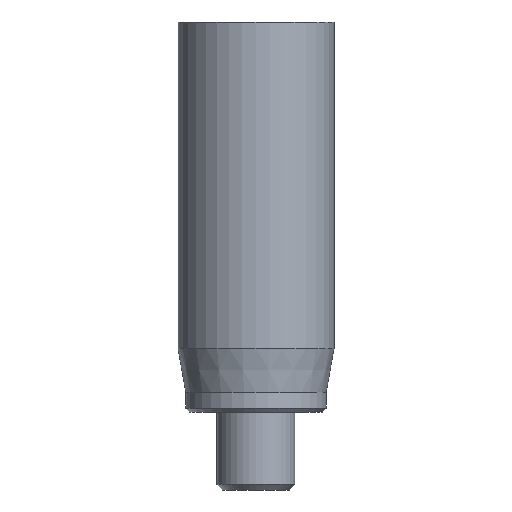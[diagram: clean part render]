
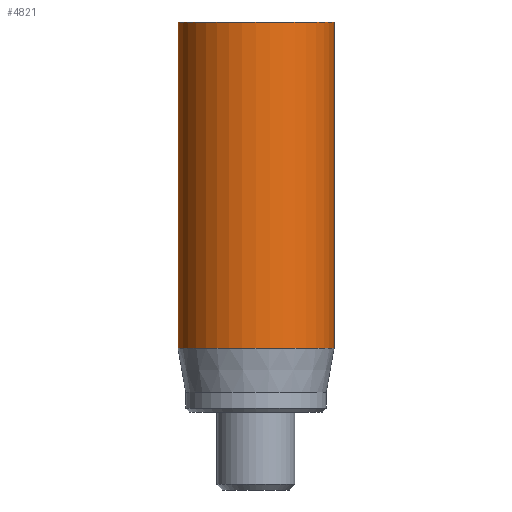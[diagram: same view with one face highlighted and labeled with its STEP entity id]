
A CAD part, front view. The second image highlights one B-rep face of the part: STEP entity #4821.
In plain terms, the highlighted cylindrical face has radius 4 mm (diameter 8 mm), a full revolution.
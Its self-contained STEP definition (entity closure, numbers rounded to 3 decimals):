
#40=CYLINDRICAL_SURFACE('',#5017,4.);
#58=CIRCLE('',#4984,4.);
#74=CIRCLE('',#5015,4.);
#75=CIRCLE('',#5016,4.);
#854=FACE_OUTER_BOUND('',#1141,.T.);
#1141=EDGE_LOOP('',(#4377,#4378,#4379,#4380,#4381));
#1485=LINE('',#9259,#1833);
#1833=VECTOR('',#5581,4.);
#2289=VERTEX_POINT('',#9198);
#2305=VERTEX_POINT('',#9253);
#2306=VERTEX_POINT('',#9254);
#2978=EDGE_CURVE('',#2289,#2289,#58,.T.);
#3002=EDGE_CURVE('',#2305,#2306,#74,.T.);
#3003=EDGE_CURVE('',#2306,#2305,#75,.T.);
#3005=EDGE_CURVE('',#2289,#2305,#1485,.T.);
#4377=ORIENTED_EDGE('',*,*,#2978,.T.);
#4378=ORIENTED_EDGE('',*,*,#3005,.T.);
#4379=ORIENTED_EDGE('',*,*,#3002,.T.);
#4380=ORIENTED_EDGE('',*,*,#3003,.T.);
#4381=ORIENTED_EDGE('',*,*,#3005,.F.);
#4821=ADVANCED_FACE('',(#854),#40,.T.);
#4984=AXIS2_PLACEMENT_3D('',#9199,#5504,#5505);
#5015=AXIS2_PLACEMENT_3D('',#9255,#5574,#5575);
#5016=AXIS2_PLACEMENT_3D('',#9256,#5576,#5577);
#5017=AXIS2_PLACEMENT_3D('',#9258,#5579,#5580);
#5504=DIRECTION('center_axis',(0.,0.,-1.));
#5505=DIRECTION('ref_axis',(-1.,0.,0.));
#5574=DIRECTION('center_axis',(0.,0.,1.));
#5575=DIRECTION('ref_axis',(-1.,0.,0.));
#5576=DIRECTION('center_axis',(0.,0.,1.));
#5577=DIRECTION('ref_axis',(-1.,0.,0.));
#5579=DIRECTION('center_axis',(0.,0.,1.));
#5580=DIRECTION('ref_axis',(-1.,0.,0.));
#5581=DIRECTION('',(0.,0.,-1.));
#9198=CARTESIAN_POINT('',(4.,0.,20.));
#9199=CARTESIAN_POINT('Origin',(0.,0.,20.));
#9253=CARTESIAN_POINT('',(4.,0.,3.269));
#9254=CARTESIAN_POINT('',(-4.,0.,3.269));
#9255=CARTESIAN_POINT('Origin',(0.,0.,3.269));
#9256=CARTESIAN_POINT('Origin',(0.,0.,3.269));
#9258=CARTESIAN_POINT('Origin',(0.,0.,0.));
#9259=CARTESIAN_POINT('',(4.,0.,0.));
